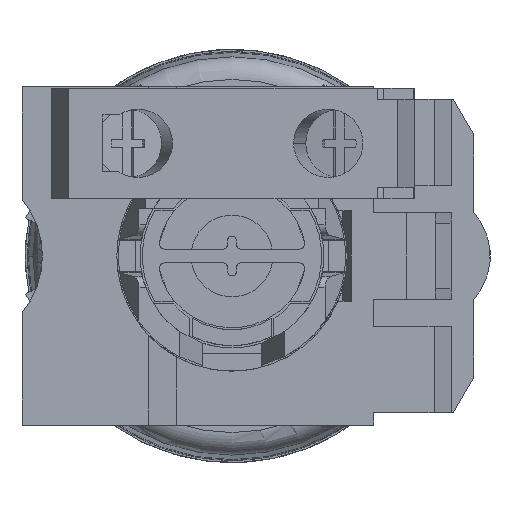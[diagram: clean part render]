
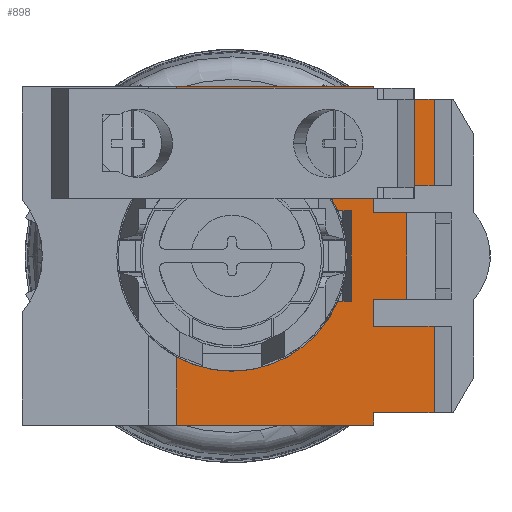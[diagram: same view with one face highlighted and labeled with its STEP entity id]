
A CAD part, front view. The second image highlights one B-rep face of the part: STEP entity #898.
In plain terms, the highlighted planar face has unit normal (0, -1, 0).
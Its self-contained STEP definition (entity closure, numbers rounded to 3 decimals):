
#898=ADVANCED_FACE('',(#3407),#3408,.F.);
#3407=FACE_OUTER_BOUND('',#8674,.T.);
#3408=PLANE('',#8675);
#8674=EDGE_LOOP('',(#19219,#19220,#19221,#19222,#19223,#19224,#19225,#19226,#19227,#19228,#19229,#19230,#19231,#19232,#19233,#19234,#19235,#19236,#19237,#19238,#19239,#19240,#19241));
#8675=AXIS2_PLACEMENT_3D('',#19242,#19243,#19244);
#19219=ORIENTED_EDGE('',*,*,#28912,.F.);
#19220=ORIENTED_EDGE('',*,*,#28940,.T.);
#19221=ORIENTED_EDGE('',*,*,#28941,.T.);
#19222=ORIENTED_EDGE('',*,*,#28942,.F.);
#19223=ORIENTED_EDGE('',*,*,#28943,.T.);
#19224=ORIENTED_EDGE('',*,*,#28944,.F.);
#19225=ORIENTED_EDGE('',*,*,#28945,.F.);
#19226=ORIENTED_EDGE('',*,*,#28946,.F.);
#19227=ORIENTED_EDGE('',*,*,#28947,.F.);
#19228=ORIENTED_EDGE('',*,*,#28948,.F.);
#19229=ORIENTED_EDGE('',*,*,#28949,.T.);
#19230=ORIENTED_EDGE('',*,*,#28950,.F.);
#19231=ORIENTED_EDGE('',*,*,#28951,.F.);
#19232=ORIENTED_EDGE('',*,*,#28952,.F.);
#19233=ORIENTED_EDGE('',*,*,#28953,.T.);
#19234=ORIENTED_EDGE('',*,*,#28954,.F.);
#19235=ORIENTED_EDGE('',*,*,#28955,.T.);
#19236=ORIENTED_EDGE('',*,*,#28956,.T.);
#19237=ORIENTED_EDGE('',*,*,#28923,.F.);
#19238=ORIENTED_EDGE('',*,*,#28957,.F.);
#19239=ORIENTED_EDGE('',*,*,#28958,.F.);
#19240=ORIENTED_EDGE('',*,*,#28959,.F.);
#19241=ORIENTED_EDGE('',*,*,#28960,.F.);
#19242=CARTESIAN_POINT('',(-36.44,-20.326,32.097));
#19243=DIRECTION('',(-0.0,1.0,0.0));
#19244=DIRECTION('',(1.0,0.0,0.0));
#28912=EDGE_CURVE('',#35181,#35183,#35184,.T.);
#28923=EDGE_CURVE('',#35202,#35204,#35205,.T.);
#28940=EDGE_CURVE('',#35181,#35235,#35236,.T.);
#28941=EDGE_CURVE('',#35235,#35237,#35238,.T.);
#28942=EDGE_CURVE('',#35239,#35237,#35240,.T.);
#28943=EDGE_CURVE('',#35239,#35241,#35242,.T.);
#28944=EDGE_CURVE('',#35243,#35241,#35244,.T.);
#28945=EDGE_CURVE('',#35245,#35243,#35246,.T.);
#28946=EDGE_CURVE('',#35247,#35245,#35248,.T.);
#28947=EDGE_CURVE('',#35249,#35247,#35250,.T.);
#28948=EDGE_CURVE('',#35251,#35249,#35252,.T.);
#28949=EDGE_CURVE('',#35251,#35253,#35254,.T.);
#28950=EDGE_CURVE('',#35255,#35253,#35256,.T.);
#28951=EDGE_CURVE('',#35257,#35255,#35258,.T.);
#28952=EDGE_CURVE('',#35259,#35257,#35260,.T.);
#28953=EDGE_CURVE('',#35259,#35261,#35262,.T.);
#28954=EDGE_CURVE('',#35263,#35261,#35264,.T.);
#28955=EDGE_CURVE('',#35263,#35265,#35266,.T.);
#28956=EDGE_CURVE('',#35265,#35204,#35267,.T.);
#28957=EDGE_CURVE('',#35268,#35202,#35269,.T.);
#28958=EDGE_CURVE('',#35270,#35268,#35271,.T.);
#28959=EDGE_CURVE('',#35272,#35270,#35273,.T.);
#28960=EDGE_CURVE('',#35183,#35272,#35274,.T.);
#35181=VERTEX_POINT('',#46532);
#35183=VERTEX_POINT('',#46537);
#35184=CIRCLE('',#46538,10.15);
#35202=VERTEX_POINT('',#46571);
#35204=VERTEX_POINT('',#46574);
#35205=CIRCLE('',#46575,10.15);
#35235=VERTEX_POINT('',#46613);
#35236=LINE('',#46614,#46615);
#35237=VERTEX_POINT('',#46616);
#35238=LINE('',#46617,#46618);
#35239=VERTEX_POINT('',#46619);
#35240=LINE('',#46620,#46621);
#35241=VERTEX_POINT('',#46622);
#35242=LINE('',#46623,#46624);
#35243=VERTEX_POINT('',#46625);
#35244=LINE('',#46626,#46627);
#35245=VERTEX_POINT('',#46628);
#35246=LINE('',#46629,#46630);
#35247=VERTEX_POINT('',#46631);
#35248=LINE('',#46632,#46633);
#35249=VERTEX_POINT('',#46634);
#35250=LINE('',#46635,#46636);
#35251=VERTEX_POINT('',#46637);
#35252=LINE('',#46638,#46639);
#35253=VERTEX_POINT('',#46640);
#35254=LINE('',#46641,#46642);
#35255=VERTEX_POINT('',#46643);
#35256=LINE('',#46644,#46645);
#35257=VERTEX_POINT('',#46646);
#35258=LINE('',#46647,#46648);
#35259=VERTEX_POINT('',#46649);
#35260=LINE('',#46650,#46651);
#35261=VERTEX_POINT('',#46652);
#35262=LINE('',#46653,#46654);
#35263=VERTEX_POINT('',#46655);
#35264=LINE('',#46656,#46657);
#35265=VERTEX_POINT('',#46658);
#35266=LINE('',#46659,#46660);
#35267=LINE('',#46661,#46662);
#35268=VERTEX_POINT('',#46663);
#35269=LINE('',#46664,#46665);
#35270=VERTEX_POINT('',#46666);
#35271=LINE('',#46667,#46668);
#35272=VERTEX_POINT('',#46669);
#35273=LINE('',#46670,#46671);
#35274=CIRCLE('',#46672,10.15);
#46532=CARTESIAN_POINT('',(-41.34,-20.326,23.208));
#46537=CARTESIAN_POINT('',(-36.44,-20.326,21.947));
#46538=AXIS2_PLACEMENT_3D('',#59233,#59234,#59235);
#46571=CARTESIAN_POINT('',(-27.111,-20.326,36.097));
#46574=CARTESIAN_POINT('',(-41.34,-20.326,40.986));
#46575=AXIS2_PLACEMENT_3D('',#59250,#59251,#59252);
#46613=CARTESIAN_POINT('',(-41.34,-20.326,17.197));
#46614=CARTESIAN_POINT('',(-41.34,-20.326,23.208));
#46615=VECTOR('',#59288,6.011);
#46616=CARTESIAN_POINT('',(-23.94,-20.326,17.197));
#46617=CARTESIAN_POINT('',(-41.34,-20.326,17.197));
#46618=VECTOR('',#59289,17.4);
#46619=CARTESIAN_POINT('',(-23.94,-20.326,18.297));
#46620=CARTESIAN_POINT('',(-23.94,-20.326,18.297));
#46621=VECTOR('',#59290,1.1);
#46622=CARTESIAN_POINT('',(-18.641,-20.326,18.297));
#46623=CARTESIAN_POINT('',(-23.94,-20.326,18.297));
#46624=VECTOR('',#59291,5.299);
#46625=CARTESIAN_POINT('',(-18.641,-20.326,25.897));
#46626=CARTESIAN_POINT('',(-18.641,-20.326,25.897));
#46627=VECTOR('',#59292,7.6);
#46628=CARTESIAN_POINT('',(-23.94,-20.326,25.897));
#46629=CARTESIAN_POINT('',(-23.94,-20.326,25.897));
#46630=VECTOR('',#59293,5.299);
#46631=CARTESIAN_POINT('',(-23.94,-20.326,28.297));
#46632=CARTESIAN_POINT('',(-23.94,-20.326,28.297));
#46633=VECTOR('',#59294,2.4);
#46634=CARTESIAN_POINT('',(-21.04,-20.326,28.297));
#46635=CARTESIAN_POINT('',(-21.04,-20.326,28.297));
#46636=VECTOR('',#59295,2.9);
#46637=CARTESIAN_POINT('',(-21.04,-20.326,35.897));
#46638=CARTESIAN_POINT('',(-21.04,-20.326,35.897));
#46639=VECTOR('',#59296,7.6);
#46640=CARTESIAN_POINT('',(-23.94,-20.326,35.897));
#46641=CARTESIAN_POINT('',(-21.04,-20.326,35.897));
#46642=VECTOR('',#59297,2.9);
#46643=CARTESIAN_POINT('',(-23.94,-20.326,38.297));
#46644=CARTESIAN_POINT('',(-23.94,-20.326,38.297));
#46645=VECTOR('',#59298,2.4);
#46646=CARTESIAN_POINT('',(-18.641,-20.326,38.297));
#46647=CARTESIAN_POINT('',(-18.641,-20.326,38.297));
#46648=VECTOR('',#59299,5.299);
#46649=CARTESIAN_POINT('',(-18.641,-20.326,45.897));
#46650=CARTESIAN_POINT('',(-18.641,-20.326,45.897));
#46651=VECTOR('',#59300,7.6);
#46652=CARTESIAN_POINT('',(-23.94,-20.326,45.897));
#46653=CARTESIAN_POINT('',(-18.641,-20.326,45.897));
#46654=VECTOR('',#59301,5.299);
#46655=CARTESIAN_POINT('',(-23.94,-20.326,46.997));
#46656=CARTESIAN_POINT('',(-23.94,-20.326,46.997));
#46657=VECTOR('',#59302,1.1);
#46658=CARTESIAN_POINT('',(-41.34,-20.326,46.997));
#46659=CARTESIAN_POINT('',(-23.94,-20.326,46.997));
#46660=VECTOR('',#59303,17.4);
#46661=CARTESIAN_POINT('',(-41.34,-20.326,46.997));
#46662=VECTOR('',#59304,6.011);
#46663=CARTESIAN_POINT('',(-25.94,-20.326,36.097));
#46664=CARTESIAN_POINT('',(-25.94,-20.326,36.097));
#46665=VECTOR('',#59305,1.171);
#46666=CARTESIAN_POINT('',(-25.94,-20.326,28.097));
#46667=CARTESIAN_POINT('',(-25.94,-20.326,28.097));
#46668=VECTOR('',#59306,8.0);
#46669=CARTESIAN_POINT('',(-27.111,-20.326,28.097));
#46670=CARTESIAN_POINT('',(-27.111,-20.326,28.097));
#46671=VECTOR('',#59307,1.171);
#46672=AXIS2_PLACEMENT_3D('',#59308,#59309,#59310);
#59233=CARTESIAN_POINT('',(-36.44,-20.326,32.097));
#59234=DIRECTION('',(0.0,-1.0,-0.0));
#59235=DIRECTION('',(-0.483,0.0,-0.876));
#59250=CARTESIAN_POINT('',(-36.44,-20.326,32.097));
#59251=DIRECTION('',(0.0,-1.0,0.0));
#59252=DIRECTION('',(0.919,0.0,0.394));
#59288=DIRECTION('',(0.,0.0,-1.0));
#59289=DIRECTION('',(1.0,0.0,0.0));
#59290=DIRECTION('',(0.0,0.0,-1.0));
#59291=DIRECTION('',(1.0,0.0,0.0));
#59292=DIRECTION('',(0.0,0.0,-1.0));
#59293=DIRECTION('',(1.0,0.0,0.0));
#59294=DIRECTION('',(0.0,0.0,-1.0));
#59295=DIRECTION('',(-1.0,0.0,0.0));
#59296=DIRECTION('',(0.0,0.0,-1.0));
#59297=DIRECTION('',(-1.0,0.0,0.0));
#59298=DIRECTION('',(0.0,0.0,-1.0));
#59299=DIRECTION('',(-1.0,0.0,0.0));
#59300=DIRECTION('',(0.0,0.0,-1.0));
#59301=DIRECTION('',(-1.0,0.0,0.0));
#59302=DIRECTION('',(0.0,0.0,-1.0));
#59303=DIRECTION('',(-1.0,0.0,0.0));
#59304=DIRECTION('',(0.,0.0,-1.0));
#59305=DIRECTION('',(-1.0,0.0,0.));
#59306=DIRECTION('',(0.0,0.0,1.0));
#59307=DIRECTION('',(1.0,0.0,0.));
#59308=CARTESIAN_POINT('',(-36.44,-20.326,32.097));
#59309=DIRECTION('',(0.0,-1.0,0.0));
#59310=DIRECTION('',(0.0,0.0,-1.0));
